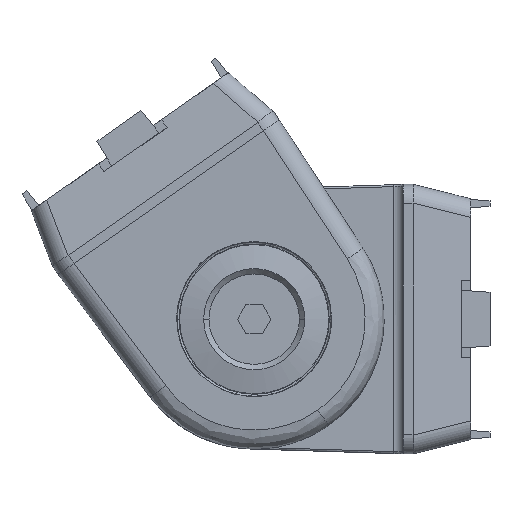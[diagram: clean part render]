
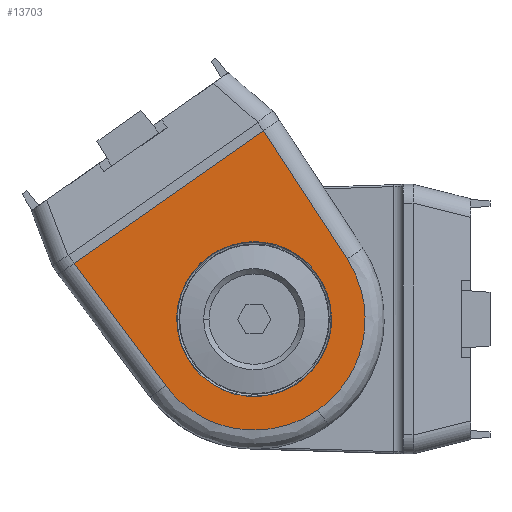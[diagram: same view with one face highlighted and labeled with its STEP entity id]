
A CAD part, left-side view. The second image highlights one B-rep face of the part: STEP entity #13703.
In plain terms, the highlighted planar face has unit normal (-1, -0.01, -0.014).
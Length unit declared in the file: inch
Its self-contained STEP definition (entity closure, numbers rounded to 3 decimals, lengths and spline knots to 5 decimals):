
#229 = DIRECTION ( 'NONE',  ( 1., 0.01, 0.014 ) ) ;
#267 = ORIENTED_EDGE ( 'NONE', *, *, #1603, .F. ) ;
#384 = ORIENTED_EDGE ( 'NONE', *, *, #11598, .F. ) ;
#599 = CARTESIAN_POINT ( 'NONE',  ( -0.52832, 0.5696, -0.63267 ) ) ;
#650 = EDGE_CURVE ( 'NONE', #10295, #1526, #2353, .T. ) ;
#1135 = CARTESIAN_POINT ( 'NONE',  ( -0.53924, 1.21266, -0.31897 ) ) ;
#1526 = VERTEX_POINT ( 'NONE', #16432 ) ;
#1603 = EDGE_CURVE ( 'NONE', #6009, #9978, #14550, .T. ) ;
#1974 = ORIENTED_EDGE ( 'NONE', *, *, #2341, .F. ) ;
#2261 = CARTESIAN_POINT ( 'NONE',  ( -0.5328, 0.72695, -0.42934 ) ) ;
#2341 = EDGE_CURVE ( 'NONE', #9978, #10295, #6853, .T. ) ;
#2353 = LINE ( 'NONE', #5248, #9130 ) ;
#2464 = CARTESIAN_POINT ( 'NONE',  ( -0.53823, 0.45202, 0.14327 ) ) ;
#2667 = DIRECTION ( 'NONE',  ( 0., -0.819, 0.574 ) ) ;
#2813 = CARTESIAN_POINT ( 'NONE',  ( -0.54635, 1.20268, 0.18556 ) ) ;
#3329 = ORIENTED_EDGE ( 'NONE', *, *, #650, .F. ) ;
#3361 = CARTESIAN_POINT ( 'NONE',  ( -0.54025, 0.50609, 0.24664 ) ) ;
#3714 = CARTESIAN_POINT ( 'NONE',  ( -0.53823, 1.16883, -0.35865 ) ) ;
#3803 = VERTEX_POINT ( 'NONE', #5700 ) ;
#4116 = FACE_BOUND ( 'NONE', #17010, .T. ) ;
#4587 = CARTESIAN_POINT ( 'NONE',  ( -0.54025, 1.24747, -0.27248 ) ) ;
#4649 = CARTESIAN_POINT ( 'NONE',  ( -0.54754, 0.73459, 0.59612 ) ) ;
#5215 = CARTESIAN_POINT ( 'NONE',  ( -0.5437, 1.20259, 0. ) ) ;
#5248 = CARTESIAN_POINT ( 'NONE',  ( -0.55118, 1.62285, 0.22889 ) ) ;
#5373 = CARTESIAN_POINT ( 'NONE',  ( -0.54025, 0.50609, 0.24664 ) ) ;
#5453 = CARTESIAN_POINT ( 'NONE',  ( -0.5439, 1.37259, -0.10535 ) ) ;
#5546 = CARTESIAN_POINT ( 'NONE',  ( -0.55118, 1.62285, 0.22889 ) ) ;
#5700 = CARTESIAN_POINT ( 'NONE',  ( -0.53736, 0.56929, 0. ) ) ;
#6009 = VERTEX_POINT ( 'NONE', #7567 ) ;
#6353 = CARTESIAN_POINT ( 'NONE',  ( -0.53924, 0.47431, 0.19803 ) ) ;
#6853 = B_SPLINE_CURVE_WITH_KNOTS ( 'NONE', 3,
 ( #15041, #5453, #8339, #5546 ),
 .UNSPECIFIED., .F., .F.,
 ( 4, 4 ),
 ( 0., 1. ),
 .UNSPECIFIED. ) ;
#7178 = EDGE_CURVE ( 'NONE', #10571, #6009, #8910, .T. ) ;
#7236 = CARTESIAN_POINT ( 'NONE',  ( -0.55118, 1.62285, 0.22889 ) ) ;
#7567 = CARTESIAN_POINT ( 'NONE',  ( -0.5326, 0.62535, -0.372 ) ) ;
#8258 = EDGE_CURVE ( 'NONE', #3803, #12365, #9289, .T. ) ;
#8339 = CARTESIAN_POINT ( 'NONE',  ( -0.54754, 1.49772, 0.06177 ) ) ;
#8910 = B_SPLINE_CURVE_WITH_KNOTS ( 'NONE', 3,
 ( #10463, #6353, #2464, #15751, #16976, #15498, #11772, #17057, #12965, #11440 ),
 .UNSPECIFIED., .F., .F.,
 ( 4, 2, 2, 2, 4 ),
 ( 0., 0.25, 0.5, 0.75, 1. ),
 .UNSPECIFIED. ) ;
#9130 = VECTOR ( 'NONE', #2667, 39.37008 ) ;
#9289 =( BOUNDED_CURVE ( )  B_SPLINE_CURVE ( 3, ( #16101, #11850, #13488, #13135, #10543, #2813, #5215 ),
 .UNSPECIFIED., .F., .T. ) 
 B_SPLINE_CURVE_WITH_KNOTS ( ( 4, 3, 4 ),
 ( 4.10102, 5.67232, 7.24362 ),
 .UNSPECIFIED. ) 
 CURVE ( )  GEOMETRIC_REPRESENTATION_ITEM ( )  RATIONAL_B_SPLINE_CURVE ( ( 1., 0.805, 0.805, 1., 0.805, 0.805, 1. ) ) 
 REPRESENTATION_ITEM ( '' )  );
#9439 = CARTESIAN_POINT ( 'NONE',  ( -0.55118, 1.7196, 0.16115 ) ) ;
#9978 = VERTEX_POINT ( 'NONE', #4587 ) ;
#10295 = VERTEX_POINT ( 'NONE', #7236 ) ;
#10335 = ORIENTED_EDGE ( 'NONE', *, *, #8258, .F. ) ;
#10339 = CARTESIAN_POINT ( 'NONE',  ( -0.53412, 0.89922, -0.45737 ) ) ;
#10463 = CARTESIAN_POINT ( 'NONE',  ( -0.54025, 0.50609, 0.24664 ) ) ;
#10543 = CARTESIAN_POINT ( 'NONE',  ( -0.54692, 1.0715, 0.31681 ) ) ;
#10571 = VERTEX_POINT ( 'NONE', #5373 ) ;
#11440 = CARTESIAN_POINT ( 'NONE',  ( -0.5326, 0.62535, -0.372 ) ) ;
#11598 = EDGE_CURVE ( 'NONE', #12365, #3803, #13959, .T. ) ;
#11646 = EDGE_CURVE ( 'NONE', #1526, #10571, #16634, .T. ) ;
#11772 = CARTESIAN_POINT ( 'NONE',  ( -0.53356, 0.47355, -0.1987 ) ) ;
#11850 = CARTESIAN_POINT ( 'NONE',  ( -0.54001, 0.56919, 0.18556 ) ) ;
#11948 = PLANE ( 'NONE',  #13784 ) ;
#11957 = ORIENTED_EDGE ( 'NONE', *, *, #11646, .F. ) ;
#12313 = CARTESIAN_POINT ( 'NONE',  ( -0.53465, 1.20227, -0.63267 ) ) ;
#12365 = VERTEX_POINT ( 'NONE', #17015 ) ;
#12965 = CARTESIAN_POINT ( 'NONE',  ( -0.5326, 0.57778, -0.33869 ) ) ;
#13006 = CARTESIAN_POINT ( 'NONE',  ( -0.5326, 0.62535, -0.372 ) ) ;
#13135 = CARTESIAN_POINT ( 'NONE',  ( -0.54506, 0.88594, 0.31681 ) ) ;
#13416 = DIRECTION ( 'NONE',  ( 0.014, 0., -1. ) ) ;
#13488 = CARTESIAN_POINT ( 'NONE',  ( -0.5432, 0.70037, 0.31681 ) ) ;
#13602 = CARTESIAN_POINT ( 'NONE',  ( -0.5437, 1.20259, 0. ) ) ;
#13703 = ADVANCED_FACE ( 'NONE', ( #4116, #14718 ), #11948, .F. ) ;
#13784 = AXIS2_PLACEMENT_3D ( 'NONE', #9439, #229, #13416 ) ;
#13864 = CARTESIAN_POINT ( 'NONE',  ( -0.55118, 0.84884, 0.77086 ) ) ;
#13959 =( BOUNDED_CURVE ( )  B_SPLINE_CURVE ( 3, ( #13602, #12313, #599, #16310 ),
 .UNSPECIFIED., .F., .T. ) 
 B_SPLINE_CURVE_WITH_KNOTS ( ( 4, 4 ),
 ( 0.96043, 4.10102 ),
 .UNSPECIFIED. ) 
 CURVE ( )  GEOMETRIC_REPRESENTATION_ITEM ( )  RATIONAL_B_SPLINE_CURVE ( ( 1., 0.334, 0.334, 1. ) ) 
 REPRESENTATION_ITEM ( '' )  );
#14147 = CARTESIAN_POINT ( 'NONE',  ( -0.5326, 0.67292, -0.40531 ) ) ;
#14403 = ORIENTED_EDGE ( 'NONE', *, *, #7178, .F. ) ;
#14550 = B_SPLINE_CURVE_WITH_KNOTS ( 'NONE', 3,
 ( #13006, #14147, #2261, #15541, #10339, #16929, #15625, #3714, #1135, #17020 ),
 .UNSPECIFIED., .F., .F.,
 ( 4, 2, 2, 2, 4 ),
 ( 0., 0.25, 0.5, 0.75, 1. ),
 .UNSPECIFIED. ) ;
#14718 = FACE_OUTER_BOUND ( 'NONE', #15420, .T. ) ;
#15041 = CARTESIAN_POINT ( 'NONE',  ( -0.54025, 1.24747, -0.27248 ) ) ;
#15263 = CARTESIAN_POINT ( 'NONE',  ( -0.5439, 0.62034, 0.42138 ) ) ;
#15420 = EDGE_LOOP ( 'NONE', ( #1974, #267, #14403, #11957, #3329 ) ) ;
#15498 = CARTESIAN_POINT ( 'NONE',  ( -0.53412, 0.45146, -0.14384 ) ) ;
#15541 = CARTESIAN_POINT ( 'NONE',  ( -0.53356, 0.84012, -0.45537 ) ) ;
#15625 = CARTESIAN_POINT ( 'NONE',  ( -0.53638, 1.06942, -0.41869 ) ) ;
#15751 = CARTESIAN_POINT ( 'NONE',  ( -0.53638, 0.42959, 0.02932 ) ) ;
#16101 = CARTESIAN_POINT ( 'NONE',  ( -0.53736, 0.56929, 0. ) ) ;
#16310 = CARTESIAN_POINT ( 'NONE',  ( -0.53736, 0.56929, 0. ) ) ;
#16432 = CARTESIAN_POINT ( 'NONE',  ( -0.55118, 0.84884, 0.77086 ) ) ;
#16634 = B_SPLINE_CURVE_WITH_KNOTS ( 'NONE', 3,
 ( #13864, #4649, #15263, #3361 ),
 .UNSPECIFIED., .F., .F.,
 ( 4, 4 ),
 ( 0., 1. ),
 .UNSPECIFIED. ) ;
#16929 = CARTESIAN_POINT ( 'NONE',  ( -0.53553, 1.01389, -0.43902 ) ) ;
#16976 = CARTESIAN_POINT ( 'NONE',  ( -0.53553, 0.42948, -0.02981 ) ) ;
#17010 = EDGE_LOOP ( 'NONE', ( #10335, #384 ) ) ;
#17015 = CARTESIAN_POINT ( 'NONE',  ( -0.5437, 1.20259, 0. ) ) ;
#17020 = CARTESIAN_POINT ( 'NONE',  ( -0.54025, 1.24747, -0.27248 ) ) ;
#17057 = CARTESIAN_POINT ( 'NONE',  ( -0.5328, 0.53672, -0.29614 ) ) ;
